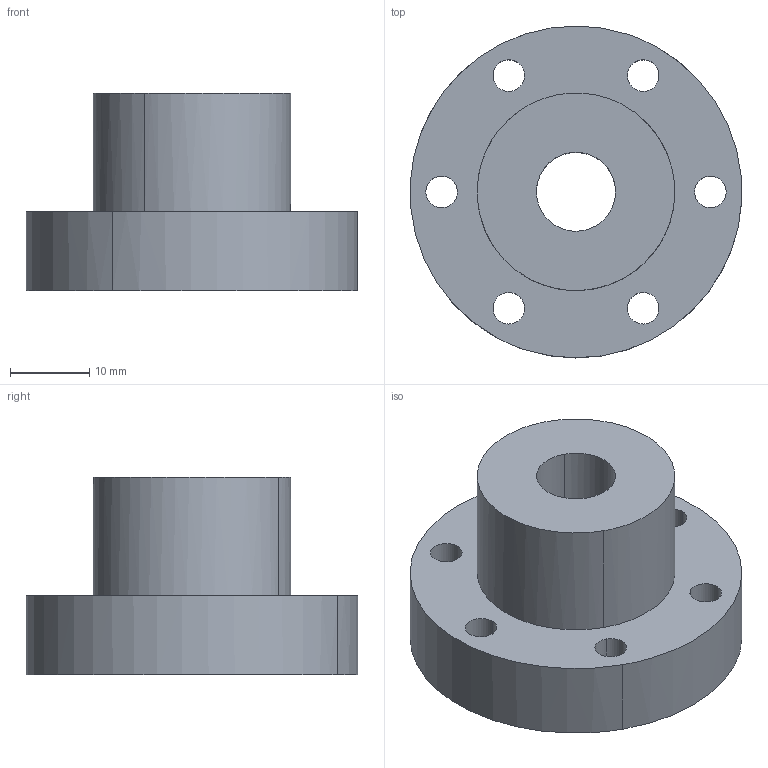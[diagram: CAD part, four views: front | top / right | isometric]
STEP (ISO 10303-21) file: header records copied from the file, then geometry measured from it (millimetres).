
FILE_DESCRIPTION(/* description */ (''),/* implementation_level */ '2;1');
FILE_NAME(/* name */ 'nakretka',/* time_stamp */ '2023-07-21T10:07:19+02:00',/* author */ (''),/* organization */ (''),/* preprocessor_version */ 'ST-DEVELOPER v16.5',/* originating_system */ 'Rhino 7.25',/* authorisation */ '');
FILE_SCHEMA (('CONFIG_CONTROL_DESIGN'));
Length unit declared in the file: millimetre
Products named in the file (2): Document; nut_flange
Assembly tree (1 placements, depth 2):
  Document
    nut_flange
Bounding box: 41.93 x 42 x 25 mm (x, y, z)
Volume: 18514.1 mm3; surface area: 6505.6 mm2
Topology: 1 solids, 1 shells, 21 faces, 54 edges, 36 vertices
Faces by surface type: cylinder 18, plane 3
Entity records: 833 total; most frequent: CARTESIAN_POINT 277, ORIENTED_EDGE 108, EDGE_CURVE 54, EDGE_LOOP 36, VERTEX_POINT 36, DIRECTION 29, AXIS2_PLACEMENT_3D 25, ADVANCED_FACE 21
